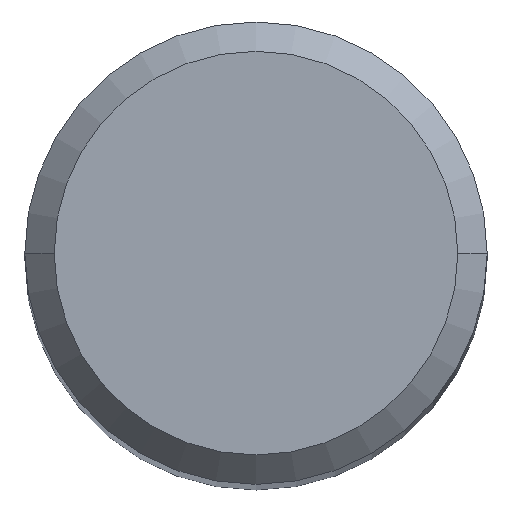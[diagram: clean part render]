
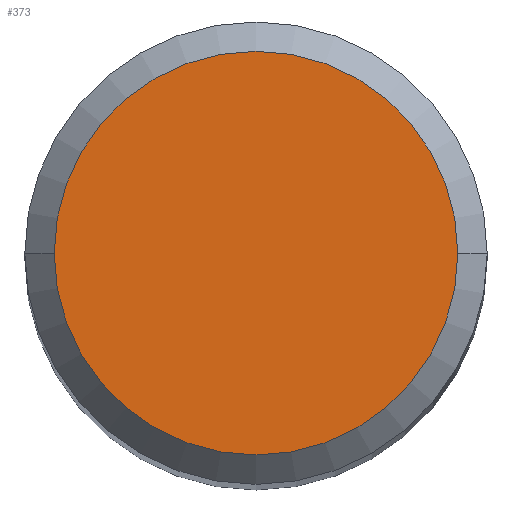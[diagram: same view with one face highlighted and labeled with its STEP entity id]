
A CAD part, top view. The second image highlights one B-rep face of the part: STEP entity #373.
In plain terms, the highlighted planar face has unit normal (0, 0, 1).
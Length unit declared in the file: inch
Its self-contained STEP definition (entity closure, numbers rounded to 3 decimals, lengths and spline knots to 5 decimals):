
#1 = AXIS2_PLACEMENT_3D ( 'NONE', #193, #365, #313 ) ;
#20 = CIRCLE ( 'NONE', #244, 0.10311 ) ;
#70 = VERTEX_POINT ( 'NONE', #127 ) ;
#100 = DIRECTION ( 'NONE',  ( 1., 0., 0. ) ) ;
#101 = ORIENTED_EDGE ( 'NONE', *, *, #199, .T. ) ;
#108 = CARTESIAN_POINT ( 'NONE',  ( 0.10311, 0., 2.24409 ) ) ;
#127 = CARTESIAN_POINT ( 'NONE',  ( -0.10311, 0., 2.24409 ) ) ;
#134 = CARTESIAN_POINT ( 'NONE',  ( 0., 0., 2.24409 ) ) ;
#160 = EDGE_CURVE ( 'NONE', #70, #213, #175, .T. ) ;
#175 = CIRCLE ( 'NONE', #1, 0.10311 ) ;
#193 = CARTESIAN_POINT ( 'NONE',  ( 0., 0., 2.24409 ) ) ;
#199 = EDGE_CURVE ( 'NONE', #213, #70, #20, .T. ) ;
#208 = PLANE ( 'NONE',  #336 ) ;
#213 = VERTEX_POINT ( 'NONE', #108 ) ;
#244 = AXIS2_PLACEMENT_3D ( 'NONE', #134, #363, #100 ) ;
#262 = FACE_OUTER_BOUND ( 'NONE', #339, .T. ) ;
#295 = DIRECTION ( 'NONE',  ( 1., 0., 0. ) ) ;
#307 = ORIENTED_EDGE ( 'NONE', *, *, #160, .T. ) ;
#313 = DIRECTION ( 'NONE',  ( 1., 0., 0. ) ) ;
#319 = CARTESIAN_POINT ( 'NONE',  ( 0., 0., 2.24409 ) ) ;
#321 = DIRECTION ( 'NONE',  ( 0., 0., 1. ) ) ;
#336 = AXIS2_PLACEMENT_3D ( 'NONE', #319, #321, #295 ) ;
#339 = EDGE_LOOP ( 'NONE', ( #307, #101 ) ) ;
#363 = DIRECTION ( 'NONE',  ( 0., 0., 1. ) ) ;
#365 = DIRECTION ( 'NONE',  ( 0., 0., 1. ) ) ;
#373 = ADVANCED_FACE ( 'NONE', ( #262 ), #208, .T. ) ;
